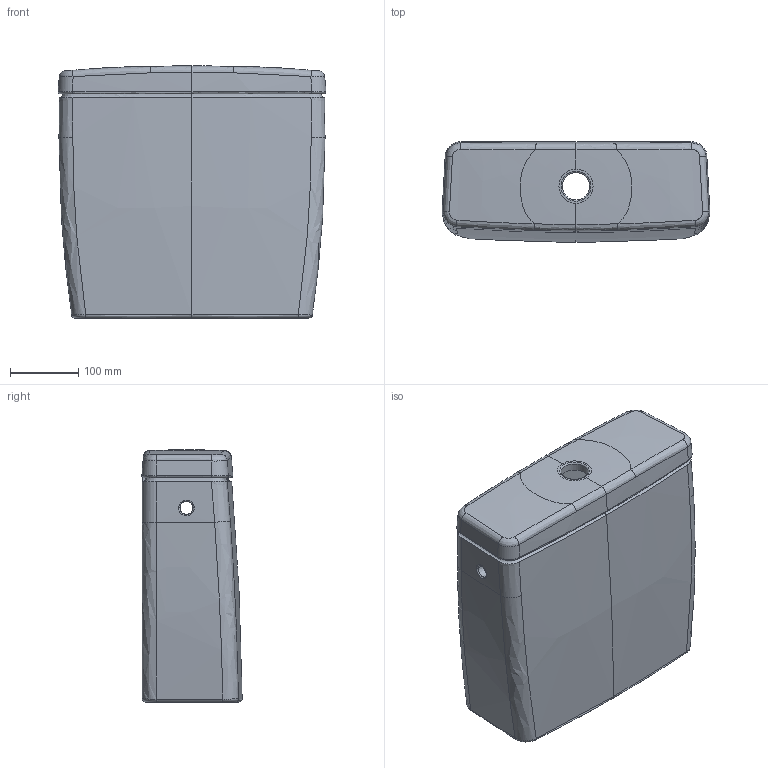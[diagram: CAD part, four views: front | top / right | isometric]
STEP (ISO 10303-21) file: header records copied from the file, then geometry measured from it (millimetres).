
FILE_DESCRIPTION(/* description */ (''),/* implementation_level */ '2;1');
FILE_NAME(/* name */ '5758_WK.stp',/* time_stamp */ '2019-05-15T07:07:16+02:00',/* author */ (''),/* organization */ (''),/* preprocessor_version */ 'ST-DEVELOPER v16',/* originating_system */ 'SIEMENS PLM Software NX 10.0',/* authorisation */ '');
FILE_SCHEMA (('AUTOMOTIVE_DESIGN { 1 0 10303 214 3 1 1 1 }'));
Length unit declared in the file: millimetre
Products named in the file (1): Sier1FECE591j4cl
Bounding box: 393.22 x 147.21 x 370 mm (x, y, z)
Volume: 5530906.7 mm3; surface area: 844395.6 mm2
Topology: 2 solids, 2 shells, 263 faces, 635 edges, 375 vertices
Faces by surface type: bspline 235, extrusion 10, plane 9, sphere 4, cylinder 4, torus 1
Full cylindrical faces by diameter (mm): 9 x2, 40 x1
Entity records: 18034 total; most frequent: CARTESIAN_POINT 13740, ORIENTED_EDGE 1250, EDGE_CURVE 625, B_SPLINE_CURVE_WITH_KNOTS 488, VERTEX_POINT 375, EDGE_LOOP 284, DIRECTION 277, ADVANCED_FACE 263
